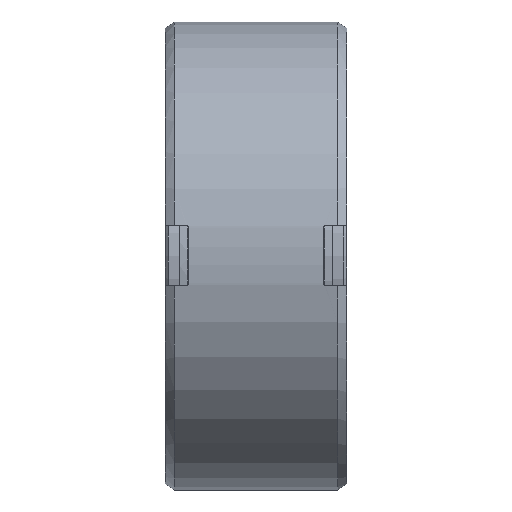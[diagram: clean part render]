
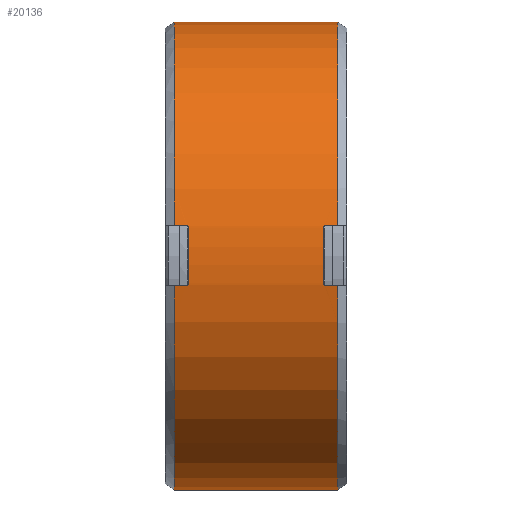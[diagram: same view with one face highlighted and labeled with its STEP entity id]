
A CAD part, top view. The second image highlights one B-rep face of the part: STEP entity #20136.
In plain terms, the highlighted cylindrical face has radius 31 mm (diameter 62 mm), a partial arc.
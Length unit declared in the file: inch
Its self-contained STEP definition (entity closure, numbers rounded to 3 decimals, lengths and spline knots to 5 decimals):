
#18675=CARTESIAN_POINT('',(0.35039,0.,0.));
#18676=DIRECTION('',(1.,0.,0.));
#18677=DIRECTION('',(0.,0.116,0.993));
#18678=AXIS2_PLACEMENT_3D('',#18675,#18676,#18677);
#18705=CARTESIAN_POINT('',(0.35039,0.14173,
1.21221));
#18706=CARTESIAN_POINT('',(0.35039,0.14393,
1.21196));
#18707=CARTESIAN_POINT('',(0.35125,0.14794,
1.21148));
#18708=CARTESIAN_POINT('',(0.35472,0.15317,
1.21083));
#18709=CARTESIAN_POINT('',(0.35995,0.15663,
1.21038));
#18710=CARTESIAN_POINT('',(0.36396,0.15748,
1.21027));
#18711=CARTESIAN_POINT('',(0.36614,0.15748,
1.21027));
#18713=CARTESIAN_POINT('',(0.36614,-0.15748,
1.21027));
#18714=CARTESIAN_POINT('',(0.36396,-0.15748,
1.21027));
#18715=CARTESIAN_POINT('',(0.35996,-0.15663,
1.21038));
#18716=CARTESIAN_POINT('',(0.35475,-0.15319,
1.21082));
#18717=CARTESIAN_POINT('',(0.35126,-0.14798,
1.21147));
#18718=CARTESIAN_POINT('',(0.35039,-0.14394,
1.21196));
#18719=CARTESIAN_POINT('',(0.35039,-0.14173,
1.21221));
#18721=DIRECTION('',(-1.,0.,0.));
#18722=VECTOR('',#18721,0.05906);
#18723=CARTESIAN_POINT('',(0.4252,-0.15748,
1.21027));
#18724=LINE('',#18723,#18722);
#18725=DIRECTION('',(-1.,0.,0.));
#18726=VECTOR('',#18725,0.05906);
#18727=CARTESIAN_POINT('',(-0.36614,-0.15748,
1.21027));
#18728=LINE('',#18727,#18726);
#18729=DIRECTION('',(1.,0.,0.));
#18730=VECTOR('',#18729,0.05906);
#18731=CARTESIAN_POINT('',(-0.4252,0.15748,
1.21027));
#18732=LINE('',#18731,#18730);
#18733=DIRECTION('',(1.,0.,0.));
#18734=VECTOR('',#18733,0.05906);
#18735=CARTESIAN_POINT('',(0.36614,0.15748,
1.21027));
#18736=LINE('',#18735,#18734);
#18756=CARTESIAN_POINT('',(0.4252,0.,0.));
#18757=DIRECTION('',(1.,0.,0.));
#18758=DIRECTION('',(0.,-0.129,0.992));
#18759=AXIS2_PLACEMENT_3D('',#18756,#18757,#18758);
#18871=DIRECTION('',(-1.,0.,0.));
#18872=VECTOR('',#18871,0.85039);
#18873=CARTESIAN_POINT('',(0.4252,-1.22047,0.));
#18874=LINE('',#18873,#18872);
#18899=DIRECTION('',(1.,0.,0.));
#18900=VECTOR('',#18899,0.85039);
#18901=CARTESIAN_POINT('',(-0.4252,1.22047,
0.));
#18902=LINE('',#18901,#18900);
#18949=CARTESIAN_POINT('',(-0.36614,-0.15748,
1.21027));
#18950=CARTESIAN_POINT('',(-0.36408,-0.15748,
1.21027));
#18951=CARTESIAN_POINT('',(-0.35997,-0.15666,
1.21038));
#18952=CARTESIAN_POINT('',(-0.35474,-0.15318,
1.21082));
#18953=CARTESIAN_POINT('',(-0.35123,-0.14795,
1.21148));
#18954=CARTESIAN_POINT('',(-0.35039,-0.14381,
1.21197));
#18955=CARTESIAN_POINT('',(-0.35039,-0.14173,
1.21221));
#18972=CARTESIAN_POINT('',(-0.35039,0.,0.));
#18973=DIRECTION('',(-1.,0.,0.));
#18974=DIRECTION('',(0.,-0.116,0.993));
#18975=AXIS2_PLACEMENT_3D('',#18972,#18973,#18974);
#18995=CARTESIAN_POINT('',(-0.35039,0.14173,
1.21221));
#18996=CARTESIAN_POINT('',(-0.35039,0.14381,
1.21197));
#18997=CARTESIAN_POINT('',(-0.35123,0.14795,
1.21148));
#18998=CARTESIAN_POINT('',(-0.35474,0.15318,
1.21082));
#18999=CARTESIAN_POINT('',(-0.35998,0.15667,
1.21038));
#19000=CARTESIAN_POINT('',(-0.36409,0.15748,
1.21027));
#19001=CARTESIAN_POINT('',(-0.36614,0.15748,
1.21027));
#19068=CARTESIAN_POINT('',(-0.4252,0.,0.));
#19069=DIRECTION('',(-1.,0.,0.));
#19070=DIRECTION('',(0.,0.129,0.992));
#19071=AXIS2_PLACEMENT_3D('',#19068,#19069,#19070);
#19084=CARTESIAN_POINT('',(-0.4252,0.,0.));
#19085=DIRECTION('',(-1.,0.,0.));
#19086=DIRECTION('',(0.,-1.,0.));
#19087=AXIS2_PLACEMENT_3D('',#19084,#19085,#19086);
#19276=CARTESIAN_POINT('',(0.4252,0.,0.));
#19277=DIRECTION('',(1.,0.,0.));
#19278=DIRECTION('',(0.,1.,0.));
#19279=AXIS2_PLACEMENT_3D('',#19276,#19277,#19278);
#19451=CARTESIAN_POINT('',(-0.36614,-0.15748,
1.21027));
#19452=VERTEX_POINT('',#19451);
#19455=CARTESIAN_POINT('',(-0.4252,-0.15748,
1.21027));
#19456=VERTEX_POINT('',#19455);
#19460=VERTEX_POINT('',#18955);
#19467=CARTESIAN_POINT('',(-0.4252,0.15748,
1.21027));
#19468=CARTESIAN_POINT('',(-0.36614,0.15748,
1.21027));
#19469=VERTEX_POINT('',#19467);
#19470=VERTEX_POINT('',#19468);
#19473=CARTESIAN_POINT('',(-0.35039,0.14173,
1.21221));
#19474=VERTEX_POINT('',#19473);
#19475=CARTESIAN_POINT('',(-0.4252,-1.22047,0.));
#19476=VERTEX_POINT('',#19475);
#19484=CARTESIAN_POINT('',(0.4252,-1.22047,0.));
#19485=VERTEX_POINT('',#19484);
#19486=VERTEX_POINT('',#18705);
#19487=VERTEX_POINT('',#18711);
#19491=CARTESIAN_POINT('',(-0.4252,1.22047,
0.));
#19492=VERTEX_POINT('',#19491);
#19493=CARTESIAN_POINT('',(0.4252,-0.15748,
1.21027));
#19494=VERTEX_POINT('',#19493);
#19495=CARTESIAN_POINT('',(0.4252,0.15748,
1.21027));
#19496=VERTEX_POINT('',#19495);
#19497=CARTESIAN_POINT('',(0.35039,-0.14173,
1.21221));
#19498=VERTEX_POINT('',#19497);
#19507=CARTESIAN_POINT('',(0.4252,1.22047,
0.));
#19508=VERTEX_POINT('',#19507);
#19509=CARTESIAN_POINT('',(0.36614,-0.15748,
1.21027));
#19510=VERTEX_POINT('',#19509);
#20102=CARTESIAN_POINT('',(-0.47244,0.,0.));
#20103=DIRECTION('',(1.,0.,0.));
#20104=DIRECTION('',(0.,-1.,0.));
#20105=AXIS2_PLACEMENT_3D('',#20102,#20103,#20104);
#20106=CYLINDRICAL_SURFACE('',#20105,1.22047);
#20107=ORIENTED_EDGE('',*,*,#20009,.F.);
#20108=ORIENTED_EDGE('',*,*,#20059,.T.);
#20109=ORIENTED_EDGE('',*,*,#20074,.F.);
#20110=ORIENTED_EDGE('',*,*,#20085,.F.);
#20112=ORIENTED_EDGE('',*,*,#20111,.T.);
#20114=ORIENTED_EDGE('',*,*,#20113,.T.);
#20116=ORIENTED_EDGE('',*,*,#20115,.T.);
#20118=ORIENTED_EDGE('',*,*,#20117,.F.);
#20120=ORIENTED_EDGE('',*,*,#20119,.T.);
#20122=ORIENTED_EDGE('',*,*,#20121,.T.);
#20124=ORIENTED_EDGE('',*,*,#20123,.T.);
#20126=ORIENTED_EDGE('',*,*,#20125,.F.);
#20128=ORIENTED_EDGE('',*,*,#20127,.T.);
#20130=ORIENTED_EDGE('',*,*,#20129,.T.);
#20132=ORIENTED_EDGE('',*,*,#20131,.T.);
#20133=ORIENTED_EDGE('',*,*,#19986,.F.);
#20134=EDGE_LOOP('',(#20107,#20108,#20109,#20110,#20112,#20114,#20116,#20118,
#20120,#20122,#20124,#20126,#20128,#20130,#20132,#20133));
#20135=FACE_OUTER_BOUND('',#20134,.F.);
#18679=CIRCLE('',#18678,1.22047);
#18712=B_SPLINE_CURVE_WITH_KNOTS('',3,(#18705,#18706,#18707,#18708,#18709,
#18710,#18711),.UNSPECIFIED.,.F.,.F.,(4,1,1,1,4),(0.,0.25,0.5,0.75,
1.),.UNSPECIFIED.);
#18720=B_SPLINE_CURVE_WITH_KNOTS('',3,(#18713,#18714,#18715,#18716,#18717,
#18718,#18719),.UNSPECIFIED.,.F.,.F.,(4,1,1,1,4),(0.,0.25,0.5,0.75,
1.),.UNSPECIFIED.);
#18760=CIRCLE('',#18759,1.22047);
#18956=B_SPLINE_CURVE_WITH_KNOTS('',3,(#18949,#18950,#18951,#18952,#18953,
#18954,#18955),.UNSPECIFIED.,.F.,.F.,(4,1,1,1,4),(0.,0.25,0.5,0.75,
1.),.UNSPECIFIED.);
#18976=CIRCLE('',#18975,1.22047);
#19002=B_SPLINE_CURVE_WITH_KNOTS('',3,(#18995,#18996,#18997,#18998,#18999,
#19000,#19001),.UNSPECIFIED.,.F.,.F.,(4,1,1,1,4),(0.,0.25,0.5,0.75,
1.),.UNSPECIFIED.);
#19072=CIRCLE('',#19071,1.22047);
#19088=CIRCLE('',#19087,1.22047);
#19280=CIRCLE('',#19279,1.22047);
#19986=EDGE_CURVE('',#19487,#19496,#18736,.T.);
#20009=EDGE_CURVE('',#19486,#19487,#18712,.T.);
#20059=EDGE_CURVE('',#19486,#19498,#18679,.T.);
#20074=EDGE_CURVE('',#19510,#19498,#18720,.T.);
#20085=EDGE_CURVE('',#19494,#19510,#18724,.T.);
#20111=EDGE_CURVE('',#19494,#19485,#18760,.T.);
#20113=EDGE_CURVE('',#19485,#19476,#18874,.T.);
#20115=EDGE_CURVE('',#19476,#19456,#19088,.T.);
#20117=EDGE_CURVE('',#19452,#19456,#18728,.T.);
#20119=EDGE_CURVE('',#19452,#19460,#18956,.T.);
#20121=EDGE_CURVE('',#19460,#19474,#18976,.T.);
#20123=EDGE_CURVE('',#19474,#19470,#19002,.T.);
#20125=EDGE_CURVE('',#19469,#19470,#18732,.T.);
#20127=EDGE_CURVE('',#19469,#19492,#19072,.T.);
#20129=EDGE_CURVE('',#19492,#19508,#18902,.T.);
#20131=EDGE_CURVE('',#19508,#19496,#19280,.T.);
#20136=ADVANCED_FACE('',(#20135),#20106,.T.);
